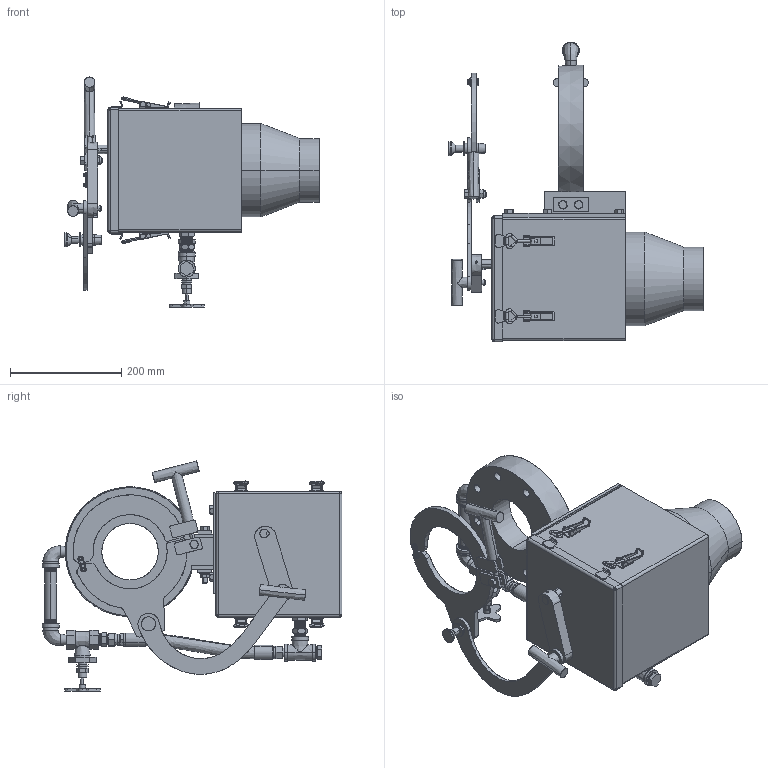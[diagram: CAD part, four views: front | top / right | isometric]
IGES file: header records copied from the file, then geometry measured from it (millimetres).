
Start section: SolidWorks IGES file using analytic representation for surfaces
Global section: file name: WPO-2000.IGS; native system: SolidWorks 2019; preprocessor: SolidWorks 2019; author: tmott; date: 191205.142721; units: inch
Bounding box: 457.52 x 539.56 x 413.98 mm (x, y, z)
Surface area: 746122.7 mm2 (no closed solid volume)
Topology: 0 solids, 0 shells, 1687 faces, 24807 edges, 24797 vertices
Faces by surface type: revolution 883, bspline 804
